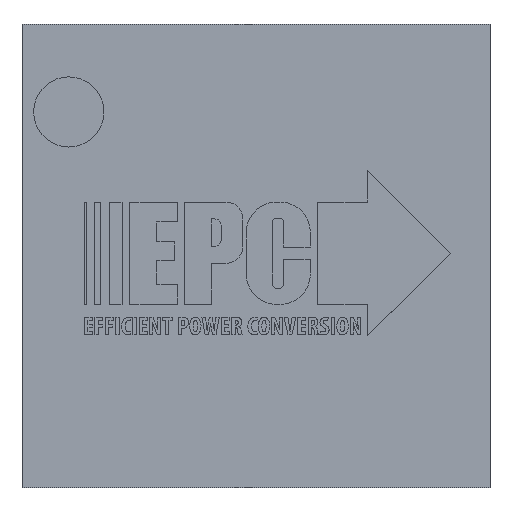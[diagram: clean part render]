
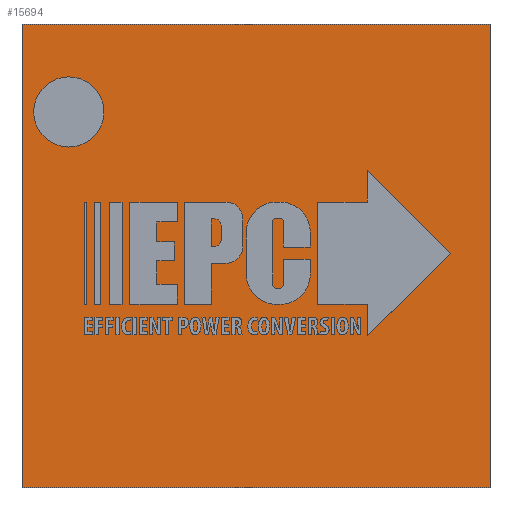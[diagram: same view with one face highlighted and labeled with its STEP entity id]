
A CAD part, top view. The second image highlights one B-rep face of the part: STEP entity #15694.
In plain terms, the highlighted planar face has unit normal (0, 0, 1).
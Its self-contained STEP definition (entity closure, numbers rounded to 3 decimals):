
#15565 = VERTEX_POINT('',#15566);
#15566 = CARTESIAN_POINT('',(1.,-0.99,0.66));
#15572 = EDGE_CURVE('',#15565,#15573,#15575,.T.);
#15573 = VERTEX_POINT('',#15574);
#15574 = CARTESIAN_POINT('',(1.,0.99,0.66));
#15575 = LINE('',#15576,#15577);
#15576 = CARTESIAN_POINT('',(1.,-0.99,0.66));
#15577 = VECTOR('',#15578,1.);
#15578 = DIRECTION('',(0.,1.,0.));
#15603 = EDGE_CURVE('',#15573,#15604,#15606,.T.);
#15604 = VERTEX_POINT('',#15605);
#15605 = CARTESIAN_POINT('',(-1.,0.99,0.66));
#15606 = LINE('',#15607,#15608);
#15607 = CARTESIAN_POINT('',(1.,0.99,0.66));
#15608 = VECTOR('',#15609,1.);
#15609 = DIRECTION('',(-1.,0.,0.));
#15634 = EDGE_CURVE('',#15604,#15635,#15637,.T.);
#15635 = VERTEX_POINT('',#15636);
#15636 = CARTESIAN_POINT('',(-1.,-0.99,0.66));
#15637 = LINE('',#15638,#15639);
#15638 = CARTESIAN_POINT('',(-1.,0.99,0.66));
#15639 = VECTOR('',#15640,1.);
#15640 = DIRECTION('',(0.,-1.,0.));
#15665 = EDGE_CURVE('',#15635,#15565,#15666,.T.);
#15666 = LINE('',#15667,#15668);
#15667 = CARTESIAN_POINT('',(-1.,-0.99,0.66));
#15668 = VECTOR('',#15669,1.);
#15669 = DIRECTION('',(1.,0.,0.));
#15694 = ADVANCED_FACE('',(#15695),#15701,.F.);
#15695 = FACE_BOUND('',#15696,.T.);
#15696 = EDGE_LOOP('',(#15697,#15698,#15699,#15700));
#15697 = ORIENTED_EDGE('',*,*,#15572,.T.);
#15698 = ORIENTED_EDGE('',*,*,#15603,.T.);
#15699 = ORIENTED_EDGE('',*,*,#15634,.T.);
#15700 = ORIENTED_EDGE('',*,*,#15665,.T.);
#15701 = PLANE('',#15702);
#15702 = AXIS2_PLACEMENT_3D('',#15703,#15704,#15705);
#15703 = CARTESIAN_POINT('',(1.,-0.99,0.66));
#15704 = DIRECTION('',(0.,0.,-1.));
#15705 = DIRECTION('',(-1.,0.,-0.));
